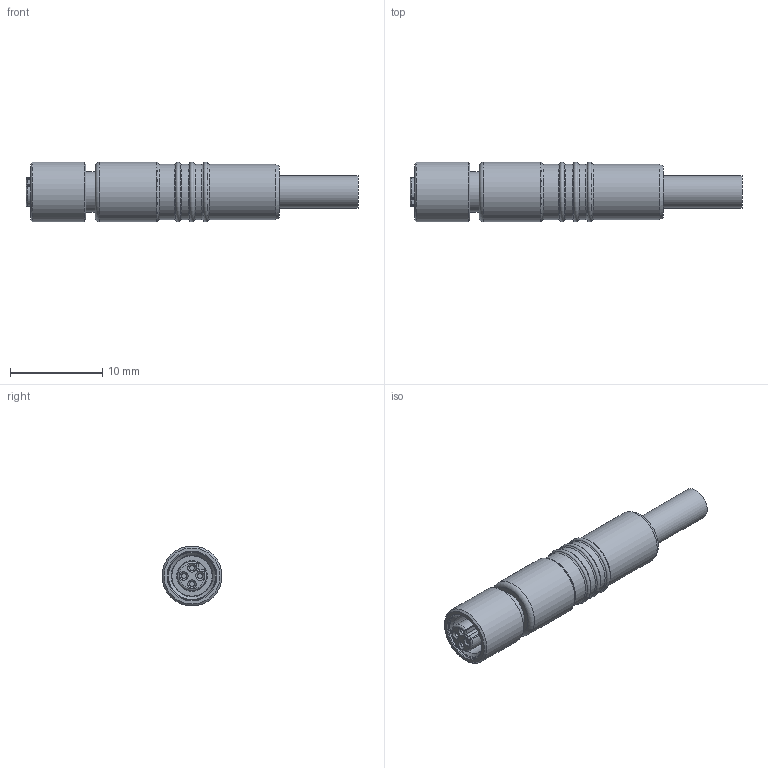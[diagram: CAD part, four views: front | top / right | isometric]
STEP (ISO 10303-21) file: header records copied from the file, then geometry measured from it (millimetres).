
FILE_DESCRIPTION(/* description */ (''),/* implementation_level */ '2;1');
FILE_NAME(/* name */ '',/* time_stamp */ '2016-10-10T09:47:31+02:00',/* author */ (''),/* organization */ (''),/* preprocessor_version */ 'ST-DEVELOPER v14',/* originating_system */ 'SIEMENS PLM Software NX 8.0',/* authorisation */ '');
FILE_SCHEMA (('AUTOMOTIVE_DESIGN { 1 0 10303 214 3 1 1 1 }'));
Length unit declared in the file: millimetre
Products named in the file (1): cerl0E90E01Atisp
Bounding box: 36.05 x 6.5 x 6.5 mm (x, y, z)
Volume: 857.6 mm3; surface area: 857.9 mm2
Topology: 1 solids, 1 shells, 68 faces, 138 edges, 84 vertices
Faces by surface type: cylinder 23, plane 19, torus 15, cone 9, bspline 2
Full cylindrical faces by diameter (mm): 0.52 x3, 0.83 x3, 3.15 x1, 3.5 x1, 4.4 x2, 4.5 x1, 5.2 x1, 6 x4, 6.5 x2
Entity records: 1633 total; most frequent: CARTESIAN_POINT 384, DIRECTION 278, ORIENTED_EDGE 172, AXIS2_PLACEMENT_3D 133, EDGE_LOOP 120, FACE_BOUND 103, EDGE_CURVE 86, VERTEX_POINT 72
